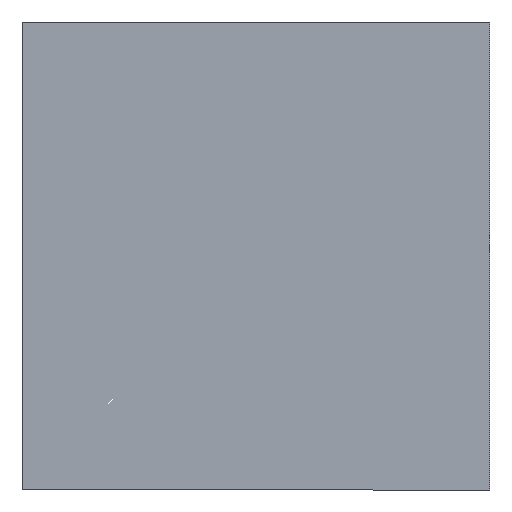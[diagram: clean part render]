
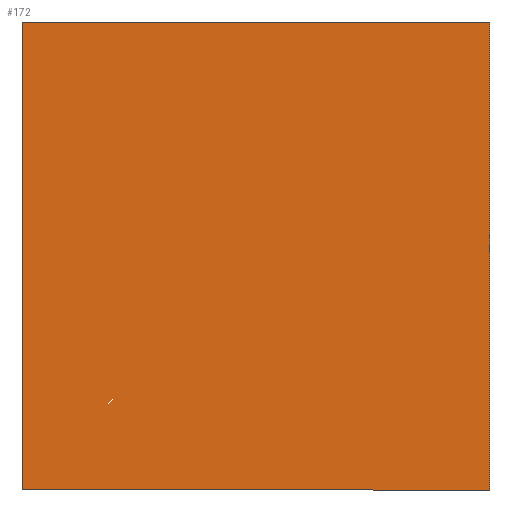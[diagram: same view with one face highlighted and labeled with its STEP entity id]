
A CAD part, left-side view. The second image highlights one B-rep face of the part: STEP entity #172.
In plain terms, the highlighted planar face has unit normal (-1, 0, 0).
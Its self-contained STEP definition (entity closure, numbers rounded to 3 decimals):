
#3 = VECTOR ( 'NONE', #224, 1000. ) ;
#6 = EDGE_CURVE ( 'NONE', #123, #79, #200, .T. ) ;
#9 = CARTESIAN_POINT ( 'NONE',  ( -0.75, 6.35, 6.35 ) ) ;
#18 = VECTOR ( 'NONE', #229, 1000. ) ;
#24 = LINE ( 'NONE', #109, #3 ) ;
#25 = VERTEX_POINT ( 'NONE', #36 ) ;
#28 = DIRECTION ( 'NONE',  ( 0., 0., -1. ) ) ;
#29 = CARTESIAN_POINT ( 'NONE',  ( -0.75, 6.35, 6.35 ) ) ;
#36 = CARTESIAN_POINT ( 'NONE',  ( -0.75, 6.35, -6.35 ) ) ;
#42 = ORIENTED_EDGE ( 'NONE', *, *, #73, .F. ) ;
#43 = CARTESIAN_POINT ( 'NONE',  ( -0.75, -6.35, -6.35 ) ) ;
#56 = LINE ( 'NONE', #165, #18 ) ;
#59 = CARTESIAN_POINT ( 'NONE',  ( -0.75, -6.35, 6.35 ) ) ;
#63 = ORIENTED_EDGE ( 'NONE', *, *, #100, .F. ) ;
#67 = CARTESIAN_POINT ( 'NONE',  ( -0.75, 0., 0. ) ) ;
#73 = EDGE_CURVE ( 'NONE', #169, #123, #24, .T. ) ;
#77 = ORIENTED_EDGE ( 'NONE', *, *, #147, .F. ) ;
#79 = VERTEX_POINT ( 'NONE', #43 ) ;
#99 = VECTOR ( 'NONE', #101, 1000. ) ;
#100 = EDGE_CURVE ( 'NONE', #25, #169, #162, .T. ) ;
#101 = DIRECTION ( 'NONE',  ( 0., 0., -1. ) ) ;
#107 = EDGE_LOOP ( 'NONE', ( #42, #63, #77, #223 ) ) ;
#109 = CARTESIAN_POINT ( 'NONE',  ( -0.75, 6.35, 6.35 ) ) ;
#110 = VECTOR ( 'NONE', #143, 1000. ) ;
#122 = CARTESIAN_POINT ( 'NONE',  ( -0.75, -6.35, 6.35 ) ) ;
#123 = VERTEX_POINT ( 'NONE', #122 ) ;
#124 = PLANE ( 'NONE',  #131 ) ;
#131 = AXIS2_PLACEMENT_3D ( 'NONE', #67, #180, #28 ) ;
#143 = DIRECTION ( 'NONE',  ( 0., 0., 1. ) ) ;
#147 = EDGE_CURVE ( 'NONE', #79, #25, #56, .T. ) ;
#162 = LINE ( 'NONE', #9, #110 ) ;
#165 = CARTESIAN_POINT ( 'NONE',  ( -0.75, 6.35, -6.35 ) ) ;
#169 = VERTEX_POINT ( 'NONE', #29 ) ;
#172 = ADVANCED_FACE ( 'NONE', ( #182 ), #124, .F. ) ;
#180 = DIRECTION ( 'NONE',  ( 1., 0., 0. ) ) ;
#182 = FACE_OUTER_BOUND ( 'NONE', #107, .T. ) ;
#200 = LINE ( 'NONE', #59, #99 ) ;
#223 = ORIENTED_EDGE ( 'NONE', *, *, #6, .F. ) ;
#224 = DIRECTION ( 'NONE',  ( 0., -1., 0. ) ) ;
#229 = DIRECTION ( 'NONE',  ( 0., 1., 0. ) ) ;
